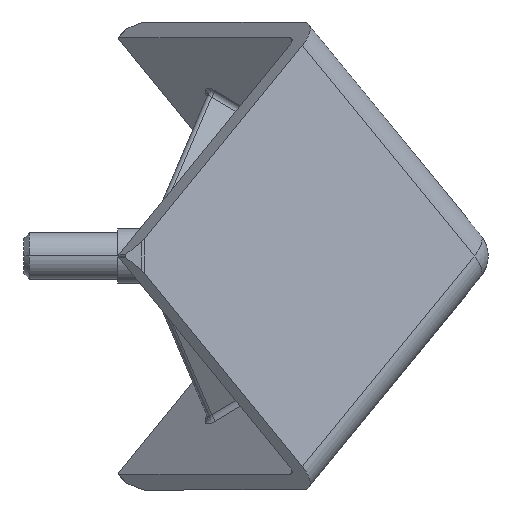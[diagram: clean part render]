
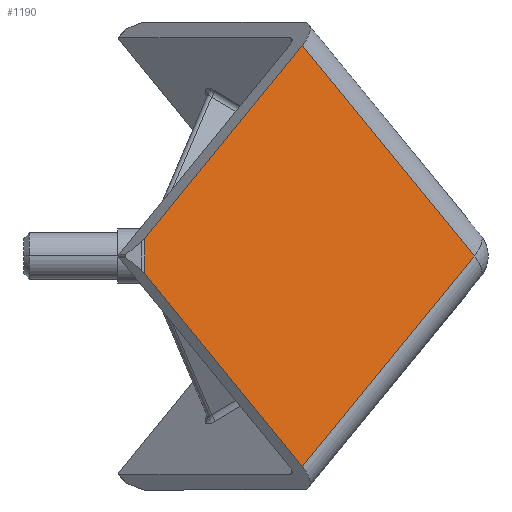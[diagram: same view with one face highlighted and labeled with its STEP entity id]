
A CAD part, front view. The second image highlights one B-rep face of the part: STEP entity #1190.
In plain terms, the highlighted planar face has unit normal (0.577, -0.817, 0).
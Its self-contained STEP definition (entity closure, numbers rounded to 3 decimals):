
#112 = VECTOR ( 'NONE', #1777, 1000. ) ;
#293 = VECTOR ( 'NONE', #3038, 1000. ) ;
#399 = CARTESIAN_POINT ( 'NONE',  ( -19.053, -13.472, -19.092 ) ) ;
#409 = ORIENTED_EDGE ( 'NONE', *, *, #2250, .T. ) ;
#421 = CARTESIAN_POINT ( 'NONE',  ( -33.346, -23.579, -1.586 ) ) ;
#497 = VERTEX_POINT ( 'NONE', #1491 ) ;
#567 = DIRECTION ( 'NONE',  ( 0.577, 0.408, 0.707 ) ) ;
#588 = DIRECTION ( 'NONE',  ( -0.577, 0.816, 0. ) ) ;
#623 = VERTEX_POINT ( 'NONE', #3037 ) ;
#757 = LINE ( 'NONE', #2474, #112 ) ;
#779 = VERTEX_POINT ( 'NONE', #421 ) ;
#784 = ORIENTED_EDGE ( 'NONE', *, *, #1160, .F. ) ;
#817 = ORIENTED_EDGE ( 'NONE', *, *, #1765, .T. ) ;
#825 = VECTOR ( 'NONE', #3040, 1000. ) ;
#861 = ORIENTED_EDGE ( 'NONE', *, *, #1458, .T. ) ;
#910 = ORIENTED_EDGE ( 'NONE', *, *, #982, .F. ) ;
#948 = LINE ( 'NONE', #1901, #293 ) ;
#982 = EDGE_CURVE ( 'NONE', #1700, #779, #2646, .T. ) ;
#1160 = EDGE_CURVE ( 'NONE', #497, #2073, #1578, .T. ) ;
#1190 = ADVANCED_FACE ( 'NONE', ( #1442 ), #1552, .F. ) ;
#1442 = FACE_OUTER_BOUND ( 'NONE', #2637, .T. ) ;
#1458 = EDGE_CURVE ( 'NONE', #1700, #623, #757, .T. ) ;
#1491 = CARTESIAN_POINT ( 'NONE',  ( -33.346, -23.579, 1.586 ) ) ;
#1552 = PLANE ( 'NONE',  #2261 ) ;
#1578 = LINE ( 'NONE', #2698, #2052 ) ;
#1660 = CARTESIAN_POINT ( 'NONE',  ( -18.475, -13.064, -19.799 ) ) ;
#1700 = VERTEX_POINT ( 'NONE', #399 ) ;
#1765 = EDGE_CURVE ( 'NONE', #623, #2073, #2664, .T. ) ;
#1777 = DIRECTION ( 'NONE',  ( 0.577, 0.408, 0.707 ) ) ;
#1901 = CARTESIAN_POINT ( 'NONE',  ( -33.346, -23.579, -1.414 ) ) ;
#2017 = CARTESIAN_POINT ( 'NONE',  ( -1.155, -0.816, -1.414 ) ) ;
#2047 = VECTOR ( 'NONE', #2808, 1000. ) ;
#2052 = VECTOR ( 'NONE', #567, 1000. ) ;
#2073 = VERTEX_POINT ( 'NONE', #2252 ) ;
#2119 = CARTESIAN_POINT ( 'NONE',  ( -19.053, -13.472, 19.092 ) ) ;
#2250 = EDGE_CURVE ( 'NONE', #497, #779, #948, .T. ) ;
#2252 = CARTESIAN_POINT ( 'NONE',  ( -19.053, -13.472, 19.092 ) ) ;
#2261 = AXIS2_PLACEMENT_3D ( 'NONE', #2017, #588, #2266 ) ;
#2266 = DIRECTION ( 'NONE',  ( -0.577, -0.408, -0.707 ) ) ;
#2474 = CARTESIAN_POINT ( 'NONE',  ( -2.887, -2.041, 0.707 ) ) ;
#2637 = EDGE_LOOP ( 'NONE', ( #910, #861, #817, #784, #409 ) ) ;
#2646 = LINE ( 'NONE', #1660, #825 ) ;
#2664 = LINE ( 'NONE', #2119, #2047 ) ;
#2698 = CARTESIAN_POINT ( 'NONE',  ( -18.475, -13.064, 19.799 ) ) ;
#2808 = DIRECTION ( 'NONE',  ( -0.577, -0.408, 0.707 ) ) ;
#3037 = CARTESIAN_POINT ( 'NONE',  ( -3.464, -2.449, 0. ) ) ;
#3038 = DIRECTION ( 'NONE',  ( 0., 0., -1. ) ) ;
#3040 = DIRECTION ( 'NONE',  ( -0.577, -0.408, 0.707 ) ) ;
